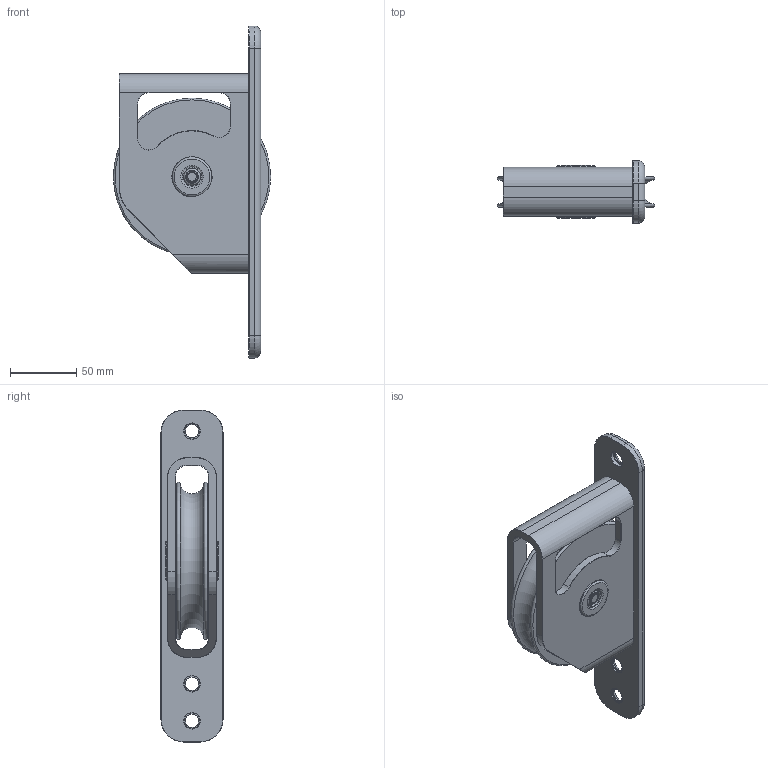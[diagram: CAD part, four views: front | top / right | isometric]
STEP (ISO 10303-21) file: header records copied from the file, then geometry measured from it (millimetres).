
FILE_DESCRIPTION(/* description */ (''),/* implementation_level */ '2;1');
FILE_NAME(/* name */ '01218.stp',/* time_stamp */ '2023-06-22T14:25:32+02:00',/* author */ ('Rocco'),/* organization */ (''),/* preprocessor_version */ 'ST-DEVELOPER v19.2',/* originating_system */ 'Autodesk Inventor 2023',/* authorisation */ '');
FILE_SCHEMA (('AUTOMOTIVE_DESIGN { 1 0 10303 214 3 1 1 }'));
Length unit declared in the file: millimetre
Products named in the file (1): 23061900
Bounding box: 118.99 x 47 x 251 mm (x, y, z)
Volume: 423828.8 mm3; surface area: 106494.3 mm2
Topology: 1 solids, 2 shells, 317 faces, 710 edges, 453 vertices
Faces by surface type: cylinder 94, plane 71, torus 67, sphere 54, bspline 16, cone 15
Full cylindrical faces by diameter (mm): 7.8 x2, 9 x1, 10 x3, 12 x3, 12.5 x1, 13 x1, 13.459 x1, 13.5 x1, 22 x3, 29.8 x3, 30 x1
Entity records: 9641 total; most frequent: CARTESIAN_POINT 2347, DIRECTION 1632, ORIENTED_EDGE 1414, EDGE_CURVE 707, AXIS2_PLACEMENT_3D 703, VERTEX_POINT 453, EDGE_LOOP 406, CIRCLE 393
